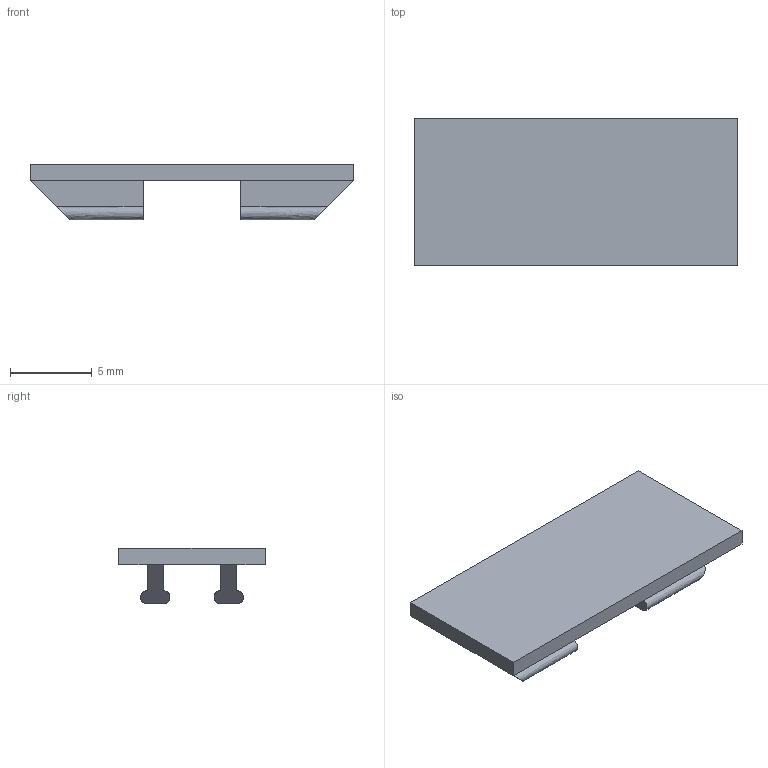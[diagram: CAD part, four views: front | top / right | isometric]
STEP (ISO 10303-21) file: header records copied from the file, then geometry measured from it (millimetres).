
FILE_DESCRIPTION(( 'HARTING HARTING HARTING HARTING HARTING HARTING HARTING HARTING HARTING', 'This Document is valid for Parts No. 09 33 000 9982'),'2;1');
FILE_NAME('MD_09330009982_R413521.stp', '2009-02-17T08:38:29',('ITIS-4b'),('HARTING KGaA, D-32339 Espelkamp'), 'I-DEAS Master Series 10','HP-UNIX','Yes');
FILE_SCHEMA(('AUTOMOTIVE_DESIGN { 1 0 10303 214 1 1 1 1 }'));
Length unit declared in the file: millimetre
Products named in the file (1): MD 09 33 000 9982
Bounding box: 19.8 x 9 x 3.4 mm (x, y, z)
Volume: 242.4 mm3; surface area: 563.1 mm2
Topology: 1 solids, 1 shells, 135 faces, 346 edges, 228 vertices
Faces by surface type: bspline 135
Entity records: 4159 total; most frequent: CARTESIAN_POINT 1837, ORIENTED_EDGE 692, EDGE_CURVE 346, VERTEX_POINT 228, B_SPLINE_CURVE_WITH_KNOTS 190, EDGE_LOOP 150, FACE_OUTER_BOUND 135, ADVANCED_FACE 135
